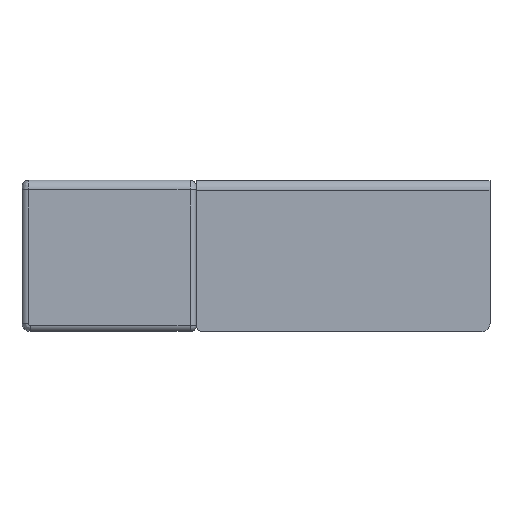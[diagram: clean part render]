
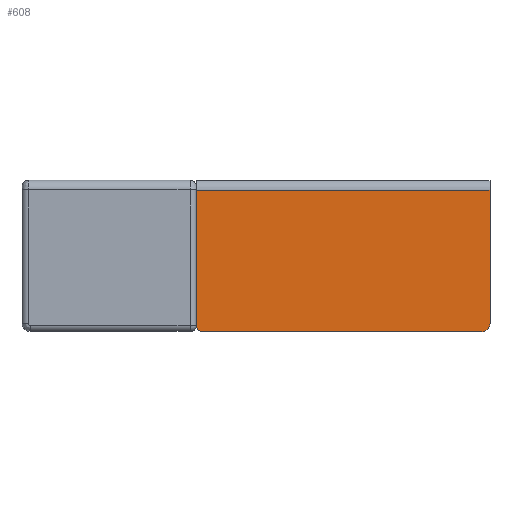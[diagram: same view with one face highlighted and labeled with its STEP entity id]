
A CAD part, top view. The second image highlights one B-rep face of the part: STEP entity #608.
In plain terms, the highlighted planar face has unit normal (0, 0, 1).
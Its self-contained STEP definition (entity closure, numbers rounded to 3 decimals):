
#30=PLANE('',#672);
#69=FACE_OUTER_BOUND('',#104,.T.);
#104=EDGE_LOOP('',(#519,#520,#521,#522,#523,#524));
#156=LINE('',#1026,#219);
#157=LINE('',#1030,#220);
#158=LINE('',#1032,#221);
#159=LINE('',#1033,#222);
#219=VECTOR('',#808,10.);
#220=VECTOR('',#811,10.);
#221=VECTOR('',#812,2.383);
#222=VECTOR('',#813,10.);
#257=CIRCLE('',#671,1.5);
#258=CIRCLE('',#673,2.);
#299=VERTEX_POINT('',#1019);
#300=VERTEX_POINT('',#1021);
#301=VERTEX_POINT('',#1025);
#302=VERTEX_POINT('',#1027);
#303=VERTEX_POINT('',#1029);
#304=VERTEX_POINT('',#1031);
#375=EDGE_CURVE('',#299,#300,#257,.T.);
#377=EDGE_CURVE('',#299,#301,#156,.T.);
#378=EDGE_CURVE('',#302,#301,#258,.T.);
#379=EDGE_CURVE('',#302,#303,#157,.T.);
#380=EDGE_CURVE('',#304,#303,#158,.T.);
#381=EDGE_CURVE('',#304,#300,#159,.T.);
#519=ORIENTED_EDGE('',*,*,#375,.F.);
#520=ORIENTED_EDGE('',*,*,#377,.T.);
#521=ORIENTED_EDGE('',*,*,#378,.F.);
#522=ORIENTED_EDGE('',*,*,#379,.T.);
#523=ORIENTED_EDGE('',*,*,#380,.F.);
#524=ORIENTED_EDGE('',*,*,#381,.T.);
#608=ADVANCED_FACE('',(#69),#30,.T.);
#671=AXIS2_PLACEMENT_3D('',#1022,#803,#804);
#672=AXIS2_PLACEMENT_3D('',#1024,#806,#807);
#673=AXIS2_PLACEMENT_3D('',#1028,#809,#810);
#803=DIRECTION('center_axis',(0.,0.,-1.));
#804=DIRECTION('ref_axis',(-0.707,-0.707,0.));
#806=DIRECTION('center_axis',(0.,0.,1.));
#807=DIRECTION('ref_axis',(1.,0.,0.));
#808=DIRECTION('',(1.,0.,0.));
#809=DIRECTION('center_axis',(0.,0.,-1.));
#810=DIRECTION('ref_axis',(0.707,-0.707,0.));
#811=DIRECTION('',(0.,1.,0.));
#812=DIRECTION('',(1.,0.,0.));
#813=DIRECTION('',(0.,-1.,0.));
#1019=CARTESIAN_POINT('',(-18.355,-85.,21.902));
#1021=CARTESIAN_POINT('',(-19.855,-83.5,21.902));
#1022=CARTESIAN_POINT('Origin',(-18.355,-83.5,21.902));
#1024=CARTESIAN_POINT('Origin',(0.,-66.5,21.902));
#1025=CARTESIAN_POINT('',(50.07,-85.,21.902));
#1026=CARTESIAN_POINT('',(62.5,-85.,21.902));
#1027=CARTESIAN_POINT('',(52.07,-83.,21.902));
#1028=CARTESIAN_POINT('Origin',(50.07,-83.,21.902));
#1029=CARTESIAN_POINT('',(52.07,-50.352,21.902));
#1030=CARTESIAN_POINT('',(52.07,-8.25,21.902));
#1031=CARTESIAN_POINT('',(-19.855,-50.352,21.902));
#1032=CARTESIAN_POINT('',(-62.5,-50.352,21.902));
#1033=CARTESIAN_POINT('',(-19.855,-66.5,21.902));
